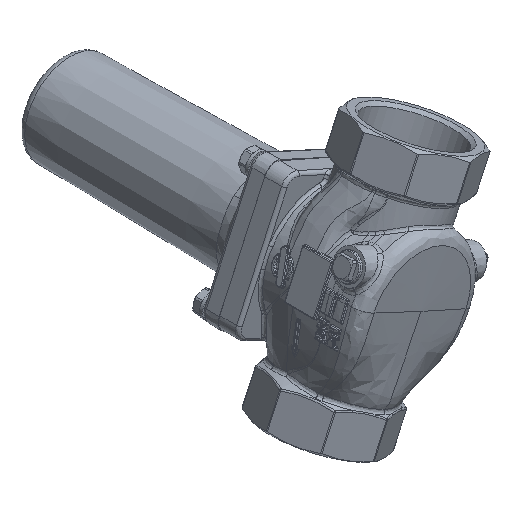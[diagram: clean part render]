
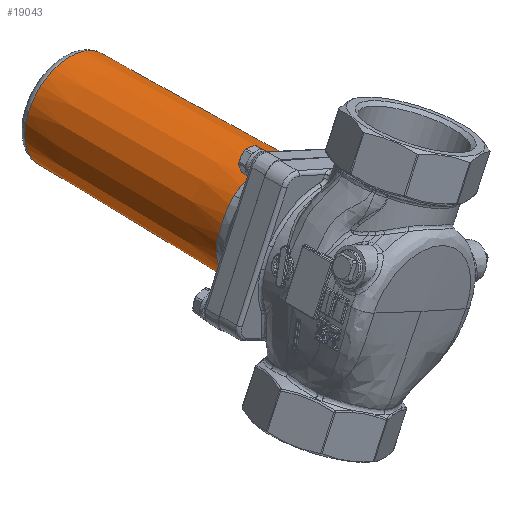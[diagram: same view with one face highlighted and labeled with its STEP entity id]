
A CAD part, isometric view. The second image highlights one B-rep face of the part: STEP entity #19043.
In plain terms, the highlighted conical face has half-angle 1 degrees and reference radius 33 mm.
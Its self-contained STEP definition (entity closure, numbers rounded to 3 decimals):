
#1937=FACE_BOUND($,#3461,.T.);
#1982=CONICAL_SURFACE($,#20405,33.,1.);
#2216=FACE_OUTER_BOUND($,#3460,.T.);
#3460=EDGE_LOOP($,(#12013,#12014,#12015,#12016,#12017,#12018,#12019,#12020));
#3461=EDGE_LOOP($,(#12021));
#4589=CIRCLE($,#20156,32.743);
#4624=CIRCLE($,#20201,32.743);
#4668=CIRCLE($,#20404,30.45);
#4669=CIRCLE($,#20406,32.743);
#4670=CIRCLE($,#20407,32.743);
#5413=B_SPLINE_CURVE_WITH_KNOTS($,3,(#27683,#27684,#27685,#27686,#27687,
#27688,#27689),.UNSPECIFIED.,.F.,.F.,(4,1,1,1,4),(-3.142,-2.244,
-0.449,1.346,3.142),.UNSPECIFIED.);
#5414=B_SPLINE_CURVE_WITH_KNOTS($,3,(#27691,#27692,#27693,#27694,#27695,
#27696,#27697),.UNSPECIFIED.,.F.,.F.,(4,1,1,1,4),(-3.142,-2.244,
-0.449,1.346,3.142),.UNSPECIFIED.);
#5415=B_SPLINE_CURVE_WITH_KNOTS($,3,(#27701,#27702,#27703,#27704,#27705,
#27706,#27707),.UNSPECIFIED.,.F.,.F.,(4,1,1,1,4),(-3.142,-2.244,
-0.449,1.346,3.142),.UNSPECIFIED.);
#5416=B_SPLINE_CURVE_WITH_KNOTS($,3,(#27710,#27711,#27712,#27713,#27714,
#27715,#27716),.UNSPECIFIED.,.F.,.F.,(4,1,1,1,4),(-3.142,-2.244,
-0.449,1.346,3.142),.UNSPECIFIED.);
#6753=VERTEX_POINT($,#26640);
#6754=VERTEX_POINT($,#26642);
#6812=VERTEX_POINT($,#26798);
#6813=VERTEX_POINT($,#26800);
#6968=VERTEX_POINT($,#27680);
#6969=VERTEX_POINT($,#27690);
#6970=VERTEX_POINT($,#27698);
#6971=VERTEX_POINT($,#27700);
#6972=VERTEX_POINT($,#27708);
#8489=EDGE_CURVE($,#6753,#6754,#4589,.T.);
#8552=EDGE_CURVE($,#6812,#6813,#4624,.T.);
#8823=EDGE_CURVE($,#6968,#6968,#4668,.T.);
#8824=EDGE_CURVE($,#6754,#6812,#5413,.T.);
#8825=EDGE_CURVE($,#6969,#6753,#5414,.T.);
#8826=EDGE_CURVE($,#6970,#6969,#4669,.T.);
#8827=EDGE_CURVE($,#6971,#6970,#5415,.T.);
#8828=EDGE_CURVE($,#6972,#6971,#4670,.T.);
#8829=EDGE_CURVE($,#6813,#6972,#5416,.T.);
#12013=ORIENTED_EDGE($,*,*,#8552,.F.);
#12014=ORIENTED_EDGE($,*,*,#8824,.F.);
#12015=ORIENTED_EDGE($,*,*,#8489,.F.);
#12016=ORIENTED_EDGE($,*,*,#8825,.F.);
#12017=ORIENTED_EDGE($,*,*,#8826,.F.);
#12018=ORIENTED_EDGE($,*,*,#8827,.F.);
#12019=ORIENTED_EDGE($,*,*,#8828,.F.);
#12020=ORIENTED_EDGE($,*,*,#8829,.F.);
#12021=ORIENTED_EDGE($,*,*,#8823,.F.);
#19043=ADVANCED_FACE($,(#2216,#1937),#1982,.T.);
#20156=AXIS2_PLACEMENT_3D($,#26643,#21725,#21726);
#20201=AXIS2_PLACEMENT_3D($,#26801,#21835,#21836);
#20404=AXIS2_PLACEMENT_3D($,#27681,#22397,#22398);
#20405=AXIS2_PLACEMENT_3D($,#27682,#22399,#22400);
#20406=AXIS2_PLACEMENT_3D($,#27699,#22401,#22402);
#20407=AXIS2_PLACEMENT_3D($,#27709,#22403,#22404);
#21725=DIRECTION('center_axis',(0.,-1.,0.));
#21726=DIRECTION('ref_axis',(0.417,0.,0.909));
#21835=DIRECTION('center_axis',(0.,-1.,0.));
#21836=DIRECTION('ref_axis',(0.417,0.,0.909));
#22397=DIRECTION('center_axis',(0.,1.,0.));
#22398=DIRECTION('ref_axis',(0.417,0.,0.909));
#22399=DIRECTION('center_axis',(0.,-1.,0.));
#22400=DIRECTION('ref_axis',(0.417,0.,0.909));
#22401=DIRECTION('center_axis',(0.,-1.,0.));
#22402=DIRECTION('ref_axis',(0.417,0.,0.909));
#22403=DIRECTION('center_axis',(0.,-1.,0.));
#22404=DIRECTION('ref_axis',(0.417,0.,0.909));
#26640=CARTESIAN_POINT('',(-152.095,204.396,-198.415));
#26642=CARTESIAN_POINT('',(-144.771,204.396,-218.174));
#26643=CARTESIAN_POINT('Origin',(-119.364,204.396,-197.52));
#26798=CARTESIAN_POINT('',(-118.469,204.396,-230.25));
#26800=CARTESIAN_POINT('',(-98.71,204.396,-222.926));
#26801=CARTESIAN_POINT('Origin',(-119.364,204.396,-197.52));
#27680=CARTESIAN_POINT('',(-132.07,335.745,-225.192));
#27681=CARTESIAN_POINT('Origin',(-119.364,335.745,-197.52));
#27682=CARTESIAN_POINT('Origin',(-119.364,189.658,-197.52));
#27683=CARTESIAN_POINT('Ctrl Pts',(-144.771,204.396,-218.174));
#27684=CARTESIAN_POINT('Ctrl Pts',(-143.87,204.396,-219.283));
#27685=CARTESIAN_POINT('Ctrl Pts',(-140.954,204.169,-222.431));
#27686=CARTESIAN_POINT('Ctrl Pts',(-135.132,203.509,-226.662));
#27687=CARTESIAN_POINT('Ctrl Pts',(-127.048,203.825,-229.745));
#27688=CARTESIAN_POINT('Ctrl Pts',(-121.326,204.396,-230.328));
#27689=CARTESIAN_POINT('Ctrl Pts',(-118.469,204.396,-230.25));
#27690=CARTESIAN_POINT('',(-140.019,204.396,-172.113));
#27691=CARTESIAN_POINT('Ctrl Pts',(-140.019,204.396,-172.113));
#27692=CARTESIAN_POINT('Ctrl Pts',(-141.128,204.396,-173.014));
#27693=CARTESIAN_POINT('Ctrl Pts',(-144.276,204.169,-175.93));
#27694=CARTESIAN_POINT('Ctrl Pts',(-148.507,203.509,-181.752));
#27695=CARTESIAN_POINT('Ctrl Pts',(-151.59,203.825,-189.836));
#27696=CARTESIAN_POINT('Ctrl Pts',(-152.173,204.396,-195.558));
#27697=CARTESIAN_POINT('Ctrl Pts',(-152.095,204.396,-198.415));
#27698=CARTESIAN_POINT('',(-120.26,204.396,-164.789));
#27699=CARTESIAN_POINT('Origin',(-119.364,204.396,-197.52));
#27700=CARTESIAN_POINT('',(-93.958,204.396,-176.865));
#27701=CARTESIAN_POINT('Ctrl Pts',(-93.958,204.396,-176.865));
#27702=CARTESIAN_POINT('Ctrl Pts',(-94.859,204.396,-175.756));
#27703=CARTESIAN_POINT('Ctrl Pts',(-97.775,204.169,-172.608));
#27704=CARTESIAN_POINT('Ctrl Pts',(-103.597,203.509,-168.377));
#27705=CARTESIAN_POINT('Ctrl Pts',(-111.681,203.825,-165.294));
#27706=CARTESIAN_POINT('Ctrl Pts',(-117.403,204.396,-164.711));
#27707=CARTESIAN_POINT('Ctrl Pts',(-120.26,204.396,-164.789));
#27708=CARTESIAN_POINT('',(-86.634,204.396,-196.625));
#27709=CARTESIAN_POINT('Origin',(-119.364,204.396,-197.52));
#27710=CARTESIAN_POINT('Ctrl Pts',(-98.71,204.396,-222.926));
#27711=CARTESIAN_POINT('Ctrl Pts',(-97.601,204.396,-222.025));
#27712=CARTESIAN_POINT('Ctrl Pts',(-94.453,204.169,-219.109));
#27713=CARTESIAN_POINT('Ctrl Pts',(-90.222,203.509,-213.287));
#27714=CARTESIAN_POINT('Ctrl Pts',(-87.139,203.825,-205.203));
#27715=CARTESIAN_POINT('Ctrl Pts',(-86.556,204.396,-199.481));
#27716=CARTESIAN_POINT('Ctrl Pts',(-86.634,204.396,-196.625));
